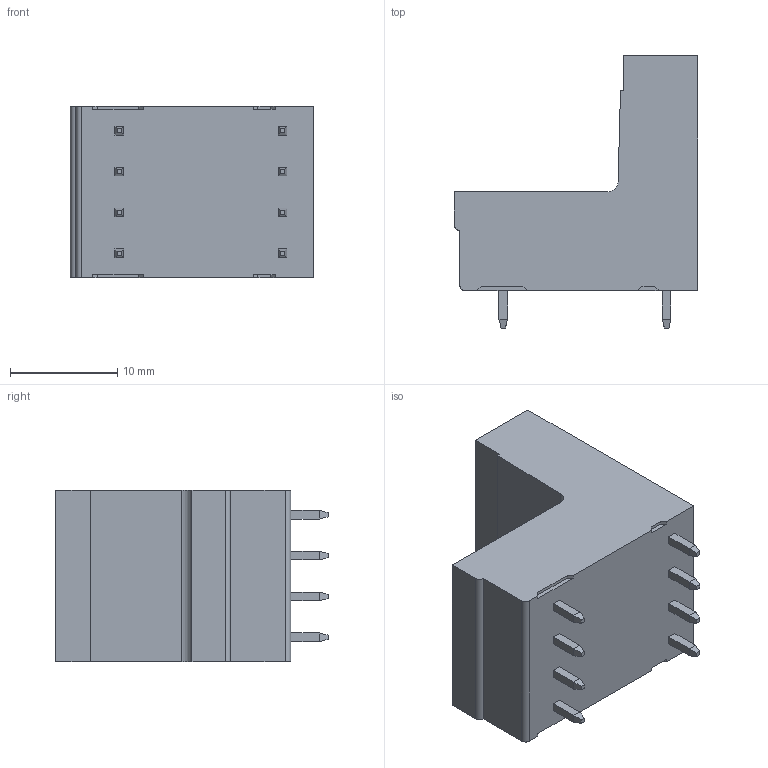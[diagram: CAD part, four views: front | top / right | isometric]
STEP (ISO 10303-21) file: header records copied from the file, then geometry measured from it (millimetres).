
FILE_DESCRIPTION((''),'2;1');
FILE_NAME('TLPHDC-105V-1','2024-09-19T09:30:03',('sheji109'),(''),'CREO PARAMETRIC BY PTC INC, 2018100','CREO PARAMETRIC BY PTC INC, 2018100','');
FILE_SCHEMA(('CONFIG_CONTROL_DESIGN'));
Length unit declared in the file: millimetre
Products named in the file (1): TLPHDC-105V-1
Bounding box: 22.7 x 25.4 x 16.03 mm (x, y, z)
Volume: 3777.9 mm3; surface area: 4169.4 mm2
Topology: 1 solids, 4 shells, 566 faces, 1465 edges, 936 vertices
Faces by surface type: plane 515, cylinder 39, cone 8, sphere 4
Entity records: 16944 total; most frequent: CARTESIAN_POINT 3100, ORIENTED_EDGE 2922, DIRECTION 2672, EDGE_CURVE 1461, VECTOR 1316, LINE 1316, VERTEX_POINT 936, AXIS2_PLACEMENT_3D 678
